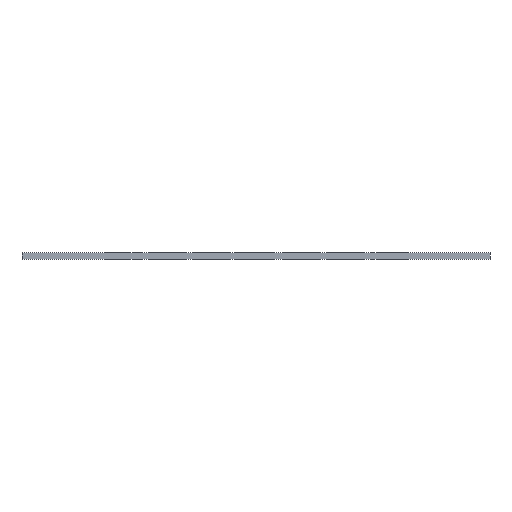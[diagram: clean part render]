
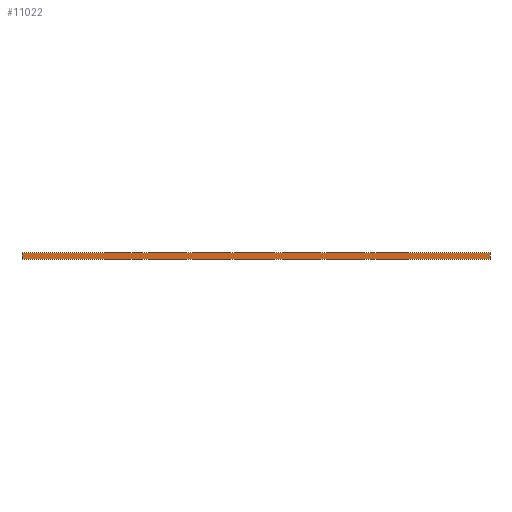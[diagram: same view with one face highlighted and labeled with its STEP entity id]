
A CAD part, front view. The second image highlights one B-rep face of the part: STEP entity #11022.
In plain terms, the highlighted planar face has unit normal (0, -1, 0).
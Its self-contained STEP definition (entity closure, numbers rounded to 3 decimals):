
#688=FACE_OUTER_BOUND('',#1198,.T.);
#1198=EDGE_LOOP('',(#8979,#8980,#8981,#8982));
#2886=LINE('',#17130,#4410);
#2887=LINE('',#17133,#4411);
#2888=LINE('',#17135,#4412);
#2889=LINE('',#17136,#4413);
#4410=VECTOR('',#14078,10.);
#4411=VECTOR('',#14081,10.);
#4412=VECTOR('',#14082,10.);
#4413=VECTOR('',#14083,10.);
#5428=VERTEX_POINT('',#17124);
#5430=VERTEX_POINT('',#17128);
#5431=VERTEX_POINT('',#17132);
#5432=VERTEX_POINT('',#17134);
#6950=EDGE_CURVE('',#5428,#5430,#2886,.T.);
#6951=EDGE_CURVE('',#5428,#5431,#2887,.T.);
#6952=EDGE_CURVE('',#5432,#5430,#2888,.T.);
#6953=EDGE_CURVE('',#5431,#5432,#2889,.T.);
#8979=ORIENTED_EDGE('',*,*,#6951,.F.);
#8980=ORIENTED_EDGE('',*,*,#6950,.T.);
#8981=ORIENTED_EDGE('',*,*,#6952,.F.);
#8982=ORIENTED_EDGE('',*,*,#6953,.F.);
#10512=PLANE('',#11546);
#11022=ADVANCED_FACE('',(#688),#10512,.T.);
#11546=AXIS2_PLACEMENT_3D('',#17131,#14079,#14080);
#14078=DIRECTION('',(0.,0.,1.));
#14079=DIRECTION('center_axis',(0.,-1.,0.));
#14080=DIRECTION('ref_axis',(1.,0.,0.));
#14081=DIRECTION('',(-1.,0.,0.));
#14082=DIRECTION('',(1.,0.,0.));
#14083=DIRECTION('',(0.,0.,1.));
#17124=CARTESIAN_POINT('',(0.,0.,0.));
#17128=CARTESIAN_POINT('',(0.,0.,3.));
#17130=CARTESIAN_POINT('',(0.,0.,0.));
#17131=CARTESIAN_POINT('Origin',(-210.,0.,0.));
#17132=CARTESIAN_POINT('',(-210.,0.,0.));
#17133=CARTESIAN_POINT('',(0.,0.,0.));
#17134=CARTESIAN_POINT('',(-210.,0.,3.));
#17135=CARTESIAN_POINT('',(0.,0.,3.));
#17136=CARTESIAN_POINT('',(-210.,0.,0.));
